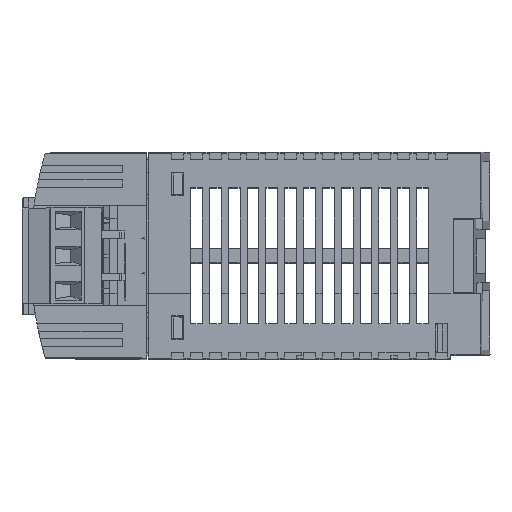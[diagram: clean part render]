
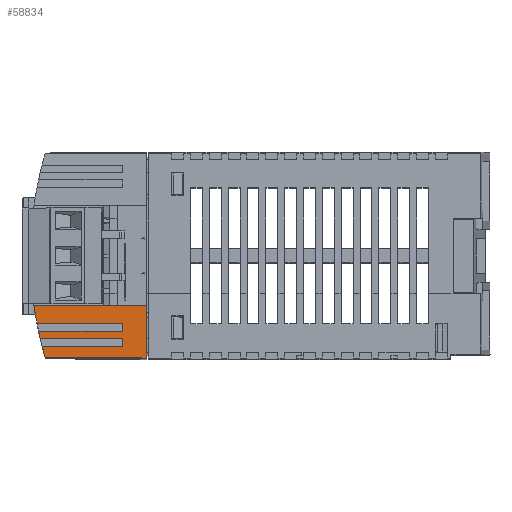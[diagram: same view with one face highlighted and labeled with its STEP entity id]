
A CAD part, top view. The second image highlights one B-rep face of the part: STEP entity #58834.
In plain terms, the highlighted planar face has unit normal (0, 0, 1).
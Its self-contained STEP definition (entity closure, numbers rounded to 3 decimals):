
#415 = ORIENTED_EDGE ( 'NONE', *, *, #30771, .T. ) ;
#1757 = LINE ( 'NONE', #19509, #14304 ) ;
#2485 = EDGE_CURVE ( 'NONE', #28728, #4729, #62329, .T. ) ;
#3120 = VECTOR ( 'NONE', #4716, 1000. ) ;
#3472 = LINE ( 'NONE', #39263, #16010 ) ;
#4716 = DIRECTION ( 'NONE',  ( 1., -0.008, 0. ) ) ;
#4729 = VERTEX_POINT ( 'NONE', #27193 ) ;
#5025 = EDGE_CURVE ( 'NONE', #38112, #22808, #55509, .T. ) ;
#5438 = VERTEX_POINT ( 'NONE', #42842 ) ;
#5454 = VECTOR ( 'NONE', #55529, 1000. ) ;
#6382 = ORIENTED_EDGE ( 'NONE', *, *, #8811, .T. ) ;
#7305 = VERTEX_POINT ( 'NONE', #58726 ) ;
#8811 = EDGE_CURVE ( 'NONE', #39886, #13810, #46568, .T. ) ;
#9220 = EDGE_CURVE ( 'NONE', #26327, #28851, #46569, .T. ) ;
#9532 = CARTESIAN_POINT ( 'NONE',  ( -61.4, -14.699, 37.467 ) ) ;
#10312 = CARTESIAN_POINT ( 'NONE',  ( 16.025, 0.087, 37.467 ) ) ;
#11177 = EDGE_CURVE ( 'NONE', #20527, #55125, #54422, .T. ) ;
#13586 = ORIENTED_EDGE ( 'NONE', *, *, #23095, .F. ) ;
#13810 = VERTEX_POINT ( 'NONE', #63020 ) ;
#13935 = VECTOR ( 'NONE', #47137, 1000. ) ;
#14304 = VECTOR ( 'NONE', #24937, 1000. ) ;
#14722 = ORIENTED_EDGE ( 'NONE', *, *, #61164, .F. ) ;
#15139 = DIRECTION ( 'NONE',  ( 0., 1., 0. ) ) ;
#15582 = CARTESIAN_POINT ( 'NONE',  ( -42.831, -16.469, 37.467 ) ) ;
#15682 = DIRECTION ( 'NONE',  ( -1., 0., 0. ) ) ;
#15797 = EDGE_LOOP ( 'NONE', ( #52384, #415, #52220, #22306, #66398, #14722, #13586, #35983, #6382, #27213, #58368, #61874, #16693 ) ) ;
#16010 = VECTOR ( 'NONE', #23319, 1000. ) ;
#16693 = ORIENTED_EDGE ( 'NONE', *, *, #21125, .T. ) ;
#17505 = CARTESIAN_POINT ( 'NONE',  ( -62.041, -10.821, 37.467 ) ) ;
#17976 = CARTESIAN_POINT ( 'NONE',  ( -60.283, -19.67, 37.467 ) ) ;
#18099 = CARTESIAN_POINT ( 'NONE',  ( 16.025, 0.087, 37.467 ) ) ;
#18771 = CARTESIAN_POINT ( 'NONE',  ( -61.041, -16.469, 37.467 ) ) ;
#19509 = CARTESIAN_POINT ( 'NONE',  ( -42.831, -16.469, 37.467 ) ) ;
#20527 = VERTEX_POINT ( 'NONE', #17505 ) ;
#20952 = AXIS2_PLACEMENT_3D ( 'NONE', #31801, #69301, #37150 ) ;
#21125 = EDGE_CURVE ( 'NONE', #26327, #38112, #61881, .T. ) ;
#22306 = ORIENTED_EDGE ( 'NONE', *, *, #47762, .F. ) ;
#22532 = AXIS2_PLACEMENT_3D ( 'NONE', #62004, #29883, #67391 ) ;
#22808 = VERTEX_POINT ( 'NONE', #43450 ) ;
#22860 = DIRECTION ( 'NONE',  ( 0., 1., 0. ) ) ;
#23095 = EDGE_CURVE ( 'NONE', #56235, #5438, #1757, .T. ) ;
#23319 = DIRECTION ( 'NONE',  ( 1., 0., 0. ) ) ;
#23498 = DIRECTION ( 'NONE',  ( -1., 0., 0. ) ) ;
#24937 = DIRECTION ( 'NONE',  ( 0., 1., 0. ) ) ;
#26327 = VERTEX_POINT ( 'NONE', #47842 ) ;
#26839 = EDGE_CURVE ( 'NONE', #28851, #7305, #68001, .T. ) ;
#27193 = CARTESIAN_POINT ( 'NONE',  ( -37.523, -10.821, 37.467 ) ) ;
#27213 = ORIENTED_EDGE ( 'NONE', *, *, #65184, .F. ) ;
#28728 = VERTEX_POINT ( 'NONE', #48726 ) ;
#28851 = VERTEX_POINT ( 'NONE', #55080 ) ;
#29408 = CARTESIAN_POINT ( 'NONE',  ( -42.831, -14.699, 37.467 ) ) ;
#29883 = DIRECTION ( 'NONE',  ( 0., 0., 1. ) ) ;
#30771 = EDGE_CURVE ( 'NONE', #22808, #28728, #31580, .T. ) ;
#31580 = LINE ( 'NONE', #68915, #3120 ) ;
#31801 = CARTESIAN_POINT ( 'NONE',  ( 16.025, 0.087, 37.467 ) ) ;
#31966 = CARTESIAN_POINT ( 'NONE',  ( -42.831, -17.901, 37.467 ) ) ;
#33457 = VECTOR ( 'NONE', #37103, 1000. ) ;
#35139 = LINE ( 'NONE', #31966, #33457 ) ;
#35983 = ORIENTED_EDGE ( 'NONE', *, *, #61812, .F. ) ;
#36014 = CARTESIAN_POINT ( 'NONE',  ( -42.831, -19.67, 37.467 ) ) ;
#37103 = DIRECTION ( 'NONE',  ( -1., 0., 0. ) ) ;
#37150 = DIRECTION ( 'NONE',  ( -1., 0., 0. ) ) ;
#38112 = VERTEX_POINT ( 'NONE', #49205 ) ;
#39263 = CARTESIAN_POINT ( 'NONE',  ( -62.8, -10.821, 37.467 ) ) ;
#39490 = VECTOR ( 'NONE', #15139, 1000. ) ;
#39886 = VERTEX_POINT ( 'NONE', #18771 ) ;
#40210 = DIRECTION ( 'NONE',  ( -1., 0., 0. ) ) ;
#40330 = CARTESIAN_POINT ( 'NONE',  ( -59.514, -22.114, 37.467 ) ) ;
#41732 = CARTESIAN_POINT ( 'NONE',  ( -61.041, -16.469, 37.467 ) ) ;
#42842 = CARTESIAN_POINT ( 'NONE',  ( -42.831, -14.699, 37.467 ) ) ;
#43450 = CARTESIAN_POINT ( 'NONE',  ( -59.536, -22.08, 37.467 ) ) ;
#46568 = CIRCLE ( 'NONE', #22532, 78.824 ) ;
#46569 = LINE ( 'NONE', #17976, #5454 ) ;
#46778 = LINE ( 'NONE', #29408, #59323 ) ;
#47137 = DIRECTION ( 'NONE',  ( 1., 0., 0. ) ) ;
#47360 = PLANE ( 'NONE',  #52606 ) ;
#47762 = EDGE_CURVE ( 'NONE', #20527, #4729, #3472, .T. ) ;
#47842 = CARTESIAN_POINT ( 'NONE',  ( -60.283, -19.67, 37.467 ) ) ;
#47844 = DIRECTION ( 'NONE',  ( 0., 0., -1. ) ) ;
#48726 = CARTESIAN_POINT ( 'NONE',  ( -37.523, -22.251, 37.467 ) ) ;
#49205 = CARTESIAN_POINT ( 'NONE',  ( -59.682, -21.861, 37.467 ) ) ;
#52220 = ORIENTED_EDGE ( 'NONE', *, *, #2485, .T. ) ;
#52384 = ORIENTED_EDGE ( 'NONE', *, *, #5025, .T. ) ;
#52412 = FACE_OUTER_BOUND ( 'NONE', #15797, .T. ) ;
#52606 = AXIS2_PLACEMENT_3D ( 'NONE', #10312, #47844, #15682 ) ;
#53765 = AXIS2_PLACEMENT_3D ( 'NONE', #18099, #55643, #23498 ) ;
#53826 = VECTOR ( 'NONE', #61890, 1000. ) ;
#54422 = CIRCLE ( 'NONE', #20952, 78.824 ) ;
#55080 = CARTESIAN_POINT ( 'NONE',  ( -42.831, -19.67, 37.467 ) ) ;
#55125 = VERTEX_POINT ( 'NONE', #9532 ) ;
#55250 = CARTESIAN_POINT ( 'NONE',  ( -37.523, 22.541, 37.467 ) ) ;
#55509 = LINE ( 'NONE', #40330, #53826 ) ;
#55529 = DIRECTION ( 'NONE',  ( 1., 0., 0. ) ) ;
#55643 = DIRECTION ( 'NONE',  ( 0., 0., 1. ) ) ;
#56235 = VERTEX_POINT ( 'NONE', #15582 ) ;
#56740 = LINE ( 'NONE', #41732, #13935 ) ;
#58368 = ORIENTED_EDGE ( 'NONE', *, *, #26839, .F. ) ;
#58726 = CARTESIAN_POINT ( 'NONE',  ( -42.831, -17.901, 37.467 ) ) ;
#58834 = ADVANCED_FACE ( 'NONE', ( #52412 ), #47360, .F. ) ;
#59323 = VECTOR ( 'NONE', #40210, 1000. ) ;
#60649 = VECTOR ( 'NONE', #22860, 1000. ) ;
#61164 = EDGE_CURVE ( 'NONE', #5438, #55125, #46778, .T. ) ;
#61812 = EDGE_CURVE ( 'NONE', #39886, #56235, #56740, .T. ) ;
#61874 = ORIENTED_EDGE ( 'NONE', *, *, #9220, .F. ) ;
#61881 = CIRCLE ( 'NONE', #53765, 78.824 ) ;
#61890 = DIRECTION ( 'NONE',  ( 0.555, -0.832, 0. ) ) ;
#62004 = CARTESIAN_POINT ( 'NONE',  ( 16.025, 0.087, 37.467 ) ) ;
#62329 = LINE ( 'NONE', #55250, #60649 ) ;
#63020 = CARTESIAN_POINT ( 'NONE',  ( -60.719, -17.901, 37.467 ) ) ;
#65184 = EDGE_CURVE ( 'NONE', #7305, #13810, #35139, .T. ) ;
#66398 = ORIENTED_EDGE ( 'NONE', *, *, #11177, .T. ) ;
#67391 = DIRECTION ( 'NONE',  ( -1., 0., 0. ) ) ;
#68001 = LINE ( 'NONE', #36014, #39490 ) ;
#68915 = CARTESIAN_POINT ( 'NONE',  ( 15.849, -22.664, 37.467 ) ) ;
#69301 = DIRECTION ( 'NONE',  ( 0., 0., 1. ) ) ;
